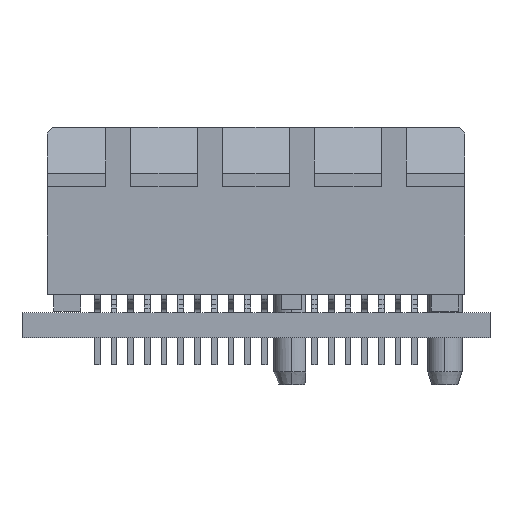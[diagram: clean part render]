
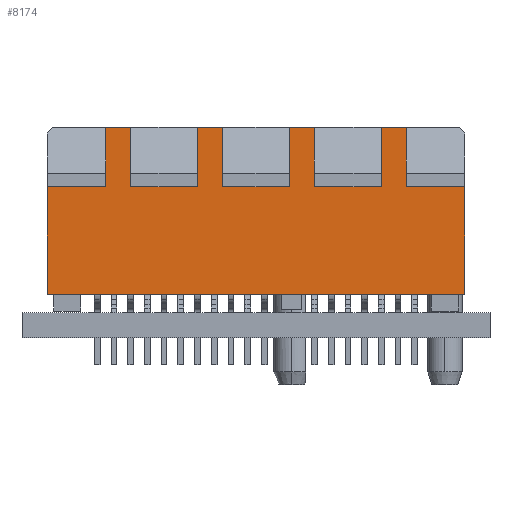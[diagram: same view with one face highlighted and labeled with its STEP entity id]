
A CAD part, front view. The second image highlights one B-rep face of the part: STEP entity #8174.
In plain terms, the highlighted face is planar.
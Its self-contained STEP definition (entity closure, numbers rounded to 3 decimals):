
#1333 = VERTEX_POINT('',#1334);
#1334 = CARTESIAN_POINT('',(10.5,1.,3.7));
#1342 = EDGE_CURVE('',#1343,#1333,#1345,.T.);
#1343 = VERTEX_POINT('',#1344);
#1344 = CARTESIAN_POINT('',(-14.5,1.,3.7));
#1345 = LINE('',#1346,#1347);
#1346 = CARTESIAN_POINT('',(-15.,1.,3.7));
#1347 = VECTOR('',#1348,1.);
#1348 = DIRECTION('',(1.,0.,0.));
#2828 = EDGE_CURVE('',#2829,#2831,#2833,.T.);
#2829 = VERTEX_POINT('',#2830);
#2830 = CARTESIAN_POINT('',(-11.,11.,3.7));
#2831 = VERTEX_POINT('',#2832);
#2832 = CARTESIAN_POINT('',(-9.5,11.,3.7));
#2833 = LINE('',#2834,#2835);
#2834 = CARTESIAN_POINT('',(-2.,11.,3.7));
#2835 = VECTOR('',#2836,1.);
#2836 = DIRECTION('',(1.,0.,0.));
#2839 = VERTEX_POINT('',#2840);
#2840 = CARTESIAN_POINT('',(-5.5,11.,3.7));
#2846 = EDGE_CURVE('',#2839,#2847,#2849,.T.);
#2847 = VERTEX_POINT('',#2848);
#2848 = CARTESIAN_POINT('',(-4.,11.,3.7));
#2849 = LINE('',#2850,#2851);
#2850 = CARTESIAN_POINT('',(-2.,11.,3.7));
#2851 = VECTOR('',#2852,1.);
#2852 = DIRECTION('',(1.,0.,0.));
#2855 = VERTEX_POINT('',#2856);
#2856 = CARTESIAN_POINT('',(0.,11.,3.7));
#2862 = EDGE_CURVE('',#2855,#2863,#2865,.T.);
#2863 = VERTEX_POINT('',#2864);
#2864 = CARTESIAN_POINT('',(1.5,11.,3.7));
#2865 = LINE('',#2866,#2867);
#2866 = CARTESIAN_POINT('',(-2.,11.,3.7));
#2867 = VECTOR('',#2868,1.);
#2868 = DIRECTION('',(1.,0.,0.));
#2871 = VERTEX_POINT('',#2872);
#2872 = CARTESIAN_POINT('',(5.5,11.,3.7));
#2878 = EDGE_CURVE('',#2871,#2879,#2881,.T.);
#2879 = VERTEX_POINT('',#2880);
#2880 = CARTESIAN_POINT('',(7.,11.,3.7));
#2881 = LINE('',#2882,#2883);
#2882 = CARTESIAN_POINT('',(-2.,11.,3.7));
#2883 = VECTOR('',#2884,1.);
#2884 = DIRECTION('',(1.,0.,0.));
#7775 = VERTEX_POINT('',#7776);
#7776 = CARTESIAN_POINT('',(1.5,7.45,3.7));
#7784 = EDGE_CURVE('',#2863,#7775,#7785,.T.);
#7785 = LINE('',#7786,#7787);
#7786 = CARTESIAN_POINT('',(1.5,6.,3.7));
#7787 = VECTOR('',#7788,1.);
#7788 = DIRECTION('',(-0.,-1.,-0.));
#7799 = VERTEX_POINT('',#7800);
#7800 = CARTESIAN_POINT('',(5.5,7.45,3.7));
#7808 = EDGE_CURVE('',#7775,#7799,#7809,.T.);
#7809 = LINE('',#7810,#7811);
#7810 = CARTESIAN_POINT('',(-2.,7.45,3.7));
#7811 = VECTOR('',#7812,1.);
#7812 = DIRECTION('',(1.,0.,0.));
#7823 = EDGE_CURVE('',#7799,#2871,#7824,.T.);
#7824 = LINE('',#7825,#7826);
#7825 = CARTESIAN_POINT('',(5.5,6.,3.7));
#7826 = VECTOR('',#7827,1.);
#7827 = DIRECTION('',(0.,1.,0.));
#7840 = VERTEX_POINT('',#7841);
#7841 = CARTESIAN_POINT('',(7.,7.45,3.7));
#7849 = EDGE_CURVE('',#2879,#7840,#7850,.T.);
#7850 = LINE('',#7851,#7852);
#7851 = CARTESIAN_POINT('',(7.,6.,3.7));
#7852 = VECTOR('',#7853,1.);
#7853 = DIRECTION('',(-0.,-1.,-0.));
#7864 = VERTEX_POINT('',#7865);
#7865 = CARTESIAN_POINT('',(10.5,7.45,3.7));
#7873 = EDGE_CURVE('',#7840,#7864,#7874,.T.);
#7874 = LINE('',#7875,#7876);
#7875 = CARTESIAN_POINT('',(-2.,7.45,3.7));
#7876 = VECTOR('',#7877,1.);
#7877 = DIRECTION('',(1.,0.,0.));
#7890 = EDGE_CURVE('',#1333,#7864,#7891,.T.);
#7891 = LINE('',#7892,#7893);
#7892 = CARTESIAN_POINT('',(10.5,5.75,3.7));
#7893 = VECTOR('',#7894,1.);
#7894 = DIRECTION('',(0.,1.,0.));
#7980 = EDGE_CURVE('',#1343,#7981,#7983,.T.);
#7981 = VERTEX_POINT('',#7982);
#7982 = CARTESIAN_POINT('',(-14.5,7.45,3.7));
#7983 = LINE('',#7984,#7985);
#7984 = CARTESIAN_POINT('',(-14.5,6.,3.7));
#7985 = VECTOR('',#7986,1.);
#7986 = DIRECTION('',(0.,1.,0.));
#8008 = EDGE_CURVE('',#7981,#8009,#8011,.T.);
#8009 = VERTEX_POINT('',#8010);
#8010 = CARTESIAN_POINT('',(-11.,7.45,3.7));
#8011 = LINE('',#8012,#8013);
#8012 = CARTESIAN_POINT('',(-2.,7.45,3.7));
#8013 = VECTOR('',#8014,1.);
#8014 = DIRECTION('',(1.,0.,0.));
#8032 = EDGE_CURVE('',#8009,#2829,#8033,.T.);
#8033 = LINE('',#8034,#8035);
#8034 = CARTESIAN_POINT('',(-11.,6.,3.7));
#8035 = VECTOR('',#8036,1.);
#8036 = DIRECTION('',(0.,1.,0.));
#8049 = VERTEX_POINT('',#8050);
#8050 = CARTESIAN_POINT('',(-9.5,7.45,3.7));
#8058 = EDGE_CURVE('',#2831,#8049,#8059,.T.);
#8059 = LINE('',#8060,#8061);
#8060 = CARTESIAN_POINT('',(-9.5,6.,3.7));
#8061 = VECTOR('',#8062,1.);
#8062 = DIRECTION('',(-0.,-1.,-0.));
#8073 = VERTEX_POINT('',#8074);
#8074 = CARTESIAN_POINT('',(-5.5,7.45,3.7));
#8082 = EDGE_CURVE('',#8049,#8073,#8083,.T.);
#8083 = LINE('',#8084,#8085);
#8084 = CARTESIAN_POINT('',(-2.,7.45,3.7));
#8085 = VECTOR('',#8086,1.);
#8086 = DIRECTION('',(1.,0.,0.));
#8097 = EDGE_CURVE('',#8073,#2839,#8098,.T.);
#8098 = LINE('',#8099,#8100);
#8099 = CARTESIAN_POINT('',(-5.5,6.,3.7));
#8100 = VECTOR('',#8101,1.);
#8101 = DIRECTION('',(0.,1.,0.));
#8114 = VERTEX_POINT('',#8115);
#8115 = CARTESIAN_POINT('',(-4.,7.45,3.7));
#8123 = EDGE_CURVE('',#2847,#8114,#8124,.T.);
#8124 = LINE('',#8125,#8126);
#8125 = CARTESIAN_POINT('',(-4.,6.,3.7));
#8126 = VECTOR('',#8127,1.);
#8127 = DIRECTION('',(-0.,-1.,-0.));
#8138 = VERTEX_POINT('',#8139);
#8139 = CARTESIAN_POINT('',(0.,7.45,3.7));
#8147 = EDGE_CURVE('',#8114,#8138,#8148,.T.);
#8148 = LINE('',#8149,#8150);
#8149 = CARTESIAN_POINT('',(-2.,7.45,3.7));
#8150 = VECTOR('',#8151,1.);
#8151 = DIRECTION('',(1.,0.,0.));
#8162 = EDGE_CURVE('',#8138,#2855,#8163,.T.);
#8163 = LINE('',#8164,#8165);
#8164 = CARTESIAN_POINT('',(0.,6.,3.7));
#8165 = VECTOR('',#8166,1.);
#8166 = DIRECTION('',(0.,1.,0.));
#8174 = ADVANCED_FACE('',(#8175),#8197,.T.);
#8175 = FACE_BOUND('',#8176,.T.);
#8176 = EDGE_LOOP('',(#8177,#8178,#8179,#8180,#8181,#8182,#8183,#8184,
    #8185,#8186,#8187,#8188,#8189,#8190,#8191,#8192,#8193,#8194,#8195,
    #8196));
#8177 = ORIENTED_EDGE('',*,*,#2862,.F.);
#8178 = ORIENTED_EDGE('',*,*,#8162,.F.);
#8179 = ORIENTED_EDGE('',*,*,#8147,.F.);
#8180 = ORIENTED_EDGE('',*,*,#8123,.F.);
#8181 = ORIENTED_EDGE('',*,*,#2846,.F.);
#8182 = ORIENTED_EDGE('',*,*,#8097,.F.);
#8183 = ORIENTED_EDGE('',*,*,#8082,.F.);
#8184 = ORIENTED_EDGE('',*,*,#8058,.F.);
#8185 = ORIENTED_EDGE('',*,*,#2828,.F.);
#8186 = ORIENTED_EDGE('',*,*,#8032,.F.);
#8187 = ORIENTED_EDGE('',*,*,#8008,.F.);
#8188 = ORIENTED_EDGE('',*,*,#7980,.F.);
#8189 = ORIENTED_EDGE('',*,*,#1342,.T.);
#8190 = ORIENTED_EDGE('',*,*,#7890,.T.);
#8191 = ORIENTED_EDGE('',*,*,#7873,.F.);
#8192 = ORIENTED_EDGE('',*,*,#7849,.F.);
#8193 = ORIENTED_EDGE('',*,*,#2878,.F.);
#8194 = ORIENTED_EDGE('',*,*,#7823,.F.);
#8195 = ORIENTED_EDGE('',*,*,#7808,.F.);
#8196 = ORIENTED_EDGE('',*,*,#7784,.F.);
#8197 = PLANE('',#8198);
#8198 = AXIS2_PLACEMENT_3D('',#8199,#8200,#8201);
#8199 = CARTESIAN_POINT('',(-15.,0.8,3.7));
#8200 = DIRECTION('',(0.,0.,1.));
#8201 = DIRECTION('',(1.,0.,-0.));
